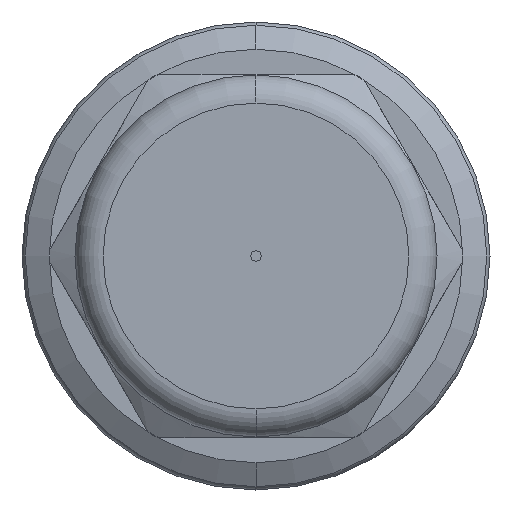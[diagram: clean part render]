
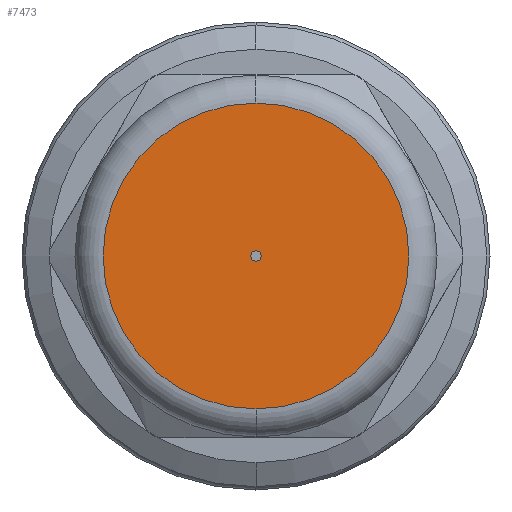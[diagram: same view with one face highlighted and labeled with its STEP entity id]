
A CAD part, left-side view. The second image highlights one B-rep face of the part: STEP entity #7473.
In plain terms, the highlighted planar face has unit normal (-1, 0, 0).
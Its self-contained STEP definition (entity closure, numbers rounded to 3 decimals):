
#434 = DIRECTION ( 'NONE',  ( 1., 0., 0. ) ) ;
#477 = CARTESIAN_POINT ( 'NONE',  ( -31.23, 0., -0.6 ) ) ;
#509 = DIRECTION ( 'NONE',  ( 1., 0., 0. ) ) ;
#550 = PLANE ( 'NONE',  #6563 ) ;
#663 = EDGE_CURVE ( 'NONE', #3373, #3929, #5384, .T. ) ;
#854 = EDGE_LOOP ( 'NONE', ( #7985, #3764 ) ) ;
#904 = EDGE_CURVE ( 'NONE', #3929, #3373, #6842, .T. ) ;
#1234 = EDGE_CURVE ( 'NONE', #4402, #7959, #6290, .T. ) ;
#1285 = CARTESIAN_POINT ( 'NONE',  ( -31.23, 0., 0.6 ) ) ;
#1354 = ORIENTED_EDGE ( 'NONE', *, *, #9341, .F. ) ;
#1494 = CARTESIAN_POINT ( 'NONE',  ( -31.23, 0., -0.6 ) ) ;
#1578 = DIRECTION ( 'NONE',  ( 1., 0., 0. ) ) ;
#1607 = CARTESIAN_POINT ( 'NONE',  ( -31.23, 0., 0. ) ) ;
#2508 = DIRECTION ( 'NONE',  ( 0., 0., -1. ) ) ;
#3061 = AXIS2_PLACEMENT_3D ( 'NONE', #5245, #8878, #2508 ) ;
#3373 = VERTEX_POINT ( 'NONE', #477 ) ;
#3764 = ORIENTED_EDGE ( 'NONE', *, *, #904, .T. ) ;
#3825 = CIRCLE ( 'NONE', #5484, 17.35 ) ;
#3929 = VERTEX_POINT ( 'NONE', #1285 ) ;
#4402 = VERTEX_POINT ( 'NONE', #9362 ) ;
#4462 = DIRECTION ( 'NONE',  ( 0., 0., -1. ) ) ;
#4666 = FACE_OUTER_BOUND ( 'NONE', #8699, .T. ) ;
#4703 = DIRECTION ( 'NONE',  ( 0., 0., -1. ) ) ;
#4840 = CARTESIAN_POINT ( 'NONE',  ( -31.23, 0., 0. ) ) ;
#4874 = ORIENTED_EDGE ( 'NONE', *, *, #1234, .F. ) ;
#5106 = FACE_BOUND ( 'NONE', #854, .T. ) ;
#5245 = CARTESIAN_POINT ( 'NONE',  ( -31.23, 0., 0. ) ) ;
#5384 = CIRCLE ( 'NONE', #7930, 0.6 ) ;
#5484 = AXIS2_PLACEMENT_3D ( 'NONE', #6078, #434, #4703 ) ;
#5779 = DIRECTION ( 'NONE',  ( 0., 0., 1. ) ) ;
#6078 = CARTESIAN_POINT ( 'NONE',  ( -31.23, 0., 0. ) ) ;
#6290 = CIRCLE ( 'NONE', #3061, 17.35 ) ;
#6563 = AXIS2_PLACEMENT_3D ( 'NONE', #1494, #7884, #5779 ) ;
#6724 = DIRECTION ( 'NONE',  ( 0., 0., -1. ) ) ;
#6842 = CIRCLE ( 'NONE', #9238, 0.6 ) ;
#7473 = ADVANCED_FACE ( 'NONE', ( #5106, #4666 ), #550, .T. ) ;
#7884 = DIRECTION ( 'NONE',  ( -1., 0., 0. ) ) ;
#7930 = AXIS2_PLACEMENT_3D ( 'NONE', #4840, #509, #6724 ) ;
#7959 = VERTEX_POINT ( 'NONE', #8663 ) ;
#7985 = ORIENTED_EDGE ( 'NONE', *, *, #663, .T. ) ;
#8663 = CARTESIAN_POINT ( 'NONE',  ( -31.23, 0., 17.35 ) ) ;
#8699 = EDGE_LOOP ( 'NONE', ( #4874, #1354 ) ) ;
#8878 = DIRECTION ( 'NONE',  ( 1., 0., 0. ) ) ;
#9238 = AXIS2_PLACEMENT_3D ( 'NONE', #1607, #1578, #4462 ) ;
#9341 = EDGE_CURVE ( 'NONE', #7959, #4402, #3825, .T. ) ;
#9362 = CARTESIAN_POINT ( 'NONE',  ( -31.23, 0., -17.35 ) ) ;
